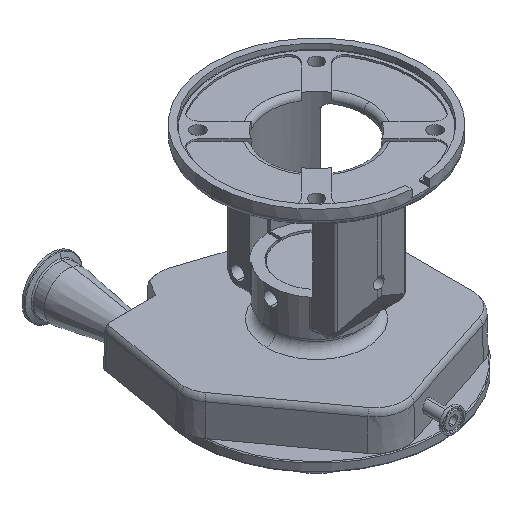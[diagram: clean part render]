
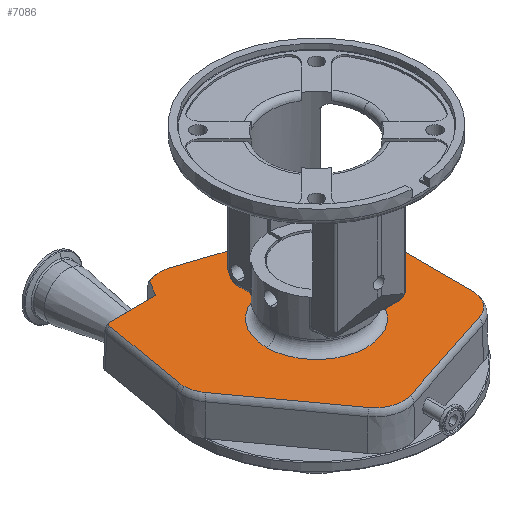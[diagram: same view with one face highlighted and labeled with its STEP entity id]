
A CAD part, isometric view. The second image highlights one B-rep face of the part: STEP entity #7086.
In plain terms, the highlighted planar face has unit normal (0, 0, 1).
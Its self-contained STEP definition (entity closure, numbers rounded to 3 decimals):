
#21 = VECTOR ( 'NONE', #11215, 1000. ) ;
#225 = ORIENTED_EDGE ( 'NONE', *, *, #8767, .F. ) ;
#237 = ORIENTED_EDGE ( 'NONE', *, *, #2964, .F. ) ;
#382 = DIRECTION ( 'NONE',  ( 1., 0., 0. ) ) ;
#447 = VERTEX_POINT ( 'NONE', #3873 ) ;
#452 = CARTESIAN_POINT ( 'NONE',  ( -113.59, 104.914, -189. ) ) ;
#785 = ORIENTED_EDGE ( 'NONE', *, *, #3142, .F. ) ;
#842 = EDGE_CURVE ( 'NONE', #9056, #5983, #7075, .T. ) ;
#865 = DIRECTION ( 'NONE',  ( 1., 0., 0. ) ) ;
#869 = VECTOR ( 'NONE', #2280, 1000. ) ;
#914 = DIRECTION ( 'NONE',  ( 1., 0., 0. ) ) ;
#1014 = DIRECTION ( 'NONE',  ( -1., 0., 0. ) ) ;
#1048 = EDGE_LOOP ( 'NONE', ( #5945, #12947 ) ) ;
#1094 = LINE ( 'NONE', #4194, #21 ) ;
#1236 = EDGE_CURVE ( 'NONE', #8978, #5289, #12885, .T. ) ;
#1361 = EDGE_CURVE ( 'NONE', #3444, #1658, #9431, .T. ) ;
#1436 = EDGE_CURVE ( 'NONE', #5983, #9056, #10050, .T. ) ;
#1443 = EDGE_CURVE ( 'NONE', #10603, #8978, #5677, .T. ) ;
#1484 = CARTESIAN_POINT ( 'NONE',  ( -136.384, 13.741, -189. ) ) ;
#1521 = DIRECTION ( 'NONE',  ( 0.168, 0.986, 0. ) ) ;
#1649 = DIRECTION ( 'NONE',  ( 1., 0., 0. ) ) ;
#1658 = VERTEX_POINT ( 'NONE', #8154 ) ;
#1660 = EDGE_CURVE ( 'NONE', #4123, #8425, #7286, .T. ) ;
#1912 = VECTOR ( 'NONE', #11361, 1000. ) ;
#2010 = VECTOR ( 'NONE', #5707, 1000. ) ;
#2115 = CARTESIAN_POINT ( 'NONE',  ( 55., 0., -189. ) ) ;
#2280 = DIRECTION ( 'NONE',  ( -1., 0., 0. ) ) ;
#2437 = ORIENTED_EDGE ( 'NONE', *, *, #7074, .F. ) ;
#2517 = CARTESIAN_POINT ( 'NONE',  ( -21.115, -124.274, -189. ) ) ;
#2634 = AXIS2_PLACEMENT_3D ( 'NONE', #7495, #8495, #10489 ) ;
#2684 = CIRCLE ( 'NONE', #3359, 7.141 ) ;
#2754 = EDGE_CURVE ( 'NONE', #9616, #5561, #12301, .T. ) ;
#2778 = DIRECTION ( 'NONE',  ( 1., 0., 0. ) ) ;
#2823 = DIRECTION ( 'NONE',  ( 0., 0., -1. ) ) ;
#2863 = ORIENTED_EDGE ( 'NONE', *, *, #1443, .F. ) ;
#2875 = DIRECTION ( 'NONE',  ( 1., 0., 0. ) ) ;
#2964 = EDGE_CURVE ( 'NONE', #5821, #9616, #4615, .T. ) ;
#2975 = CARTESIAN_POINT ( 'NONE',  ( -141.268, 339.257, -189. ) ) ;
#3037 = AXIS2_PLACEMENT_3D ( 'NONE', #11041, #2823, #914 ) ;
#3071 = ORIENTED_EDGE ( 'NONE', *, *, #5903, .T. ) ;
#3142 = EDGE_CURVE ( 'NONE', #447, #3444, #13159, .T. ) ;
#3194 = CARTESIAN_POINT ( 'NONE',  ( 90.129, -88.128, -189. ) ) ;
#3359 = AXIS2_PLACEMENT_3D ( 'NONE', #452, #4642, #382 ) ;
#3444 = VERTEX_POINT ( 'NONE', #7113 ) ;
#3713 = DIRECTION ( 'NONE',  ( 0., 0., -1. ) ) ;
#3729 = DIRECTION ( 'NONE',  ( 0., 0., -1. ) ) ;
#3873 = CARTESIAN_POINT ( 'NONE',  ( -56.311, 126.782, -189. ) ) ;
#4006 = CARTESIAN_POINT ( 'NONE',  ( 35.373, 106.16, -189. ) ) ;
#4035 = ORIENTED_EDGE ( 'NONE', *, *, #8548, .F. ) ;
#4123 = VERTEX_POINT ( 'NONE', #6347 ) ;
#4163 = VECTOR ( 'NONE', #1521, 1000. ) ;
#4194 = CARTESIAN_POINT ( 'NONE',  ( -21.115, -124.274, -189. ) ) ;
#4521 = AXIS2_PLACEMENT_3D ( 'NONE', #9304, #7298, #10228 ) ;
#4615 = CIRCLE ( 'NONE', #7847, 31.169 ) ;
#4642 = DIRECTION ( 'NONE',  ( 0., 0., -1. ) ) ;
#4660 = DIRECTION ( 'NONE',  ( 1., 0., 0. ) ) ;
#4883 = CARTESIAN_POINT ( 'NONE',  ( 0., 175., -189. ) ) ;
#5031 = EDGE_CURVE ( 'NONE', #5561, #6684, #11218, .T. ) ;
#5075 = LINE ( 'NONE', #4006, #6006 ) ;
#5289 = VERTEX_POINT ( 'NONE', #3194 ) ;
#5417 = CIRCLE ( 'NONE', #11185, 31.169 ) ;
#5474 = LINE ( 'NONE', #10695, #4163 ) ;
#5561 = VERTEX_POINT ( 'NONE', #5586 ) ;
#5586 = CARTESIAN_POINT ( 'NONE',  ( -130.877, -9.817, -189. ) ) ;
#5677 = LINE ( 'NONE', #8695, #7533 ) ;
#5707 = DIRECTION ( 'NONE',  ( -0.5, -0.866, 0. ) ) ;
#5742 = DIRECTION ( 'NONE',  ( 0., -1., 0. ) ) ;
#5801 = AXIS2_PLACEMENT_3D ( 'NONE', #8632, #11704, #8567 ) ;
#5821 = VERTEX_POINT ( 'NONE', #2517 ) ;
#5903 = EDGE_CURVE ( 'NONE', #447, #4123, #12762, .T. ) ;
#5945 = ORIENTED_EDGE ( 'NONE', *, *, #842, .F. ) ;
#5983 = VERTEX_POINT ( 'NONE', #10243 ) ;
#6006 = VECTOR ( 'NONE', #7085, 1000. ) ;
#6170 = CARTESIAN_POINT ( 'NONE',  ( 0., 0., -189. ) ) ;
#6186 = CARTESIAN_POINT ( 'NONE',  ( -136.828, 8.501, -189. ) ) ;
#6347 = CARTESIAN_POINT ( 'NONE',  ( -66., 110., -189. ) ) ;
#6676 = CARTESIAN_POINT ( 'NONE',  ( -30.747, -94.63, -189. ) ) ;
#6684 = VERTEX_POINT ( 'NONE', #6186 ) ;
#6831 = PLANE ( 'NONE',  #9429 ) ;
#7047 = CARTESIAN_POINT ( 'NONE',  ( 111.666, -58.485, -189. ) ) ;
#7074 = EDGE_CURVE ( 'NONE', #1658, #11107, #5075, .T. ) ;
#7075 = CIRCLE ( 'NONE', #10496, 55. ) ;
#7085 = DIRECTION ( 'NONE',  ( 0.95, -0.313, 0. ) ) ;
#7086 = ADVANCED_FACE ( 'NONE', ( #9032, #13113 ), #6831, .T. ) ;
#7113 = CARTESIAN_POINT ( 'NONE',  ( -54.056, 127.697, -189. ) ) ;
#7191 = ORIENTED_EDGE ( 'NONE', *, *, #1660, .T. ) ;
#7286 = LINE ( 'NONE', #7355, #869 ) ;
#7298 = DIRECTION ( 'NONE',  ( 0., 0., -1. ) ) ;
#7355 = CARTESIAN_POINT ( 'NONE',  ( 0., 110., -189. ) ) ;
#7495 = CARTESIAN_POINT ( 'NONE',  ( -105.659, 8.501, -189. ) ) ;
#7533 = VECTOR ( 'NONE', #5742, 1000. ) ;
#7541 = CIRCLE ( 'NONE', #2634, 31.169 ) ;
#7847 = AXIS2_PLACEMENT_3D ( 'NONE', #6676, #10749, #4660 ) ;
#7925 = CARTESIAN_POINT ( 'NONE',  ( 80.497, 58.485, -189. ) ) ;
#8154 = CARTESIAN_POINT ( 'NONE',  ( -32.427, 128.486, -189. ) ) ;
#8425 = VERTEX_POINT ( 'NONE', #10565 ) ;
#8495 = DIRECTION ( 'NONE',  ( 0., 0., -1. ) ) ;
#8548 = EDGE_CURVE ( 'NONE', #10421, #11172, #5474, .T. ) ;
#8550 = ORIENTED_EDGE ( 'NONE', *, *, #2754, .F. ) ;
#8567 = DIRECTION ( 'NONE',  ( 1., 0., 0. ) ) ;
#8632 = CARTESIAN_POINT ( 'NONE',  ( 0., 0., -189. ) ) ;
#8695 = CARTESIAN_POINT ( 'NONE',  ( 111.666, -94.63, -189. ) ) ;
#8767 = EDGE_CURVE ( 'NONE', #11107, #10603, #5417, .T. ) ;
#8855 = EDGE_LOOP ( 'NONE', ( #785, #3071, #7191, #11797, #4035, #10505, #9591, #8550, #237, #11793, #11117, #2863, #225, #2437, #12283 ) ) ;
#8888 = CARTESIAN_POINT ( 'NONE',  ( -105.659, 8.501, -189. ) ) ;
#8978 = VERTEX_POINT ( 'NONE', #7047 ) ;
#9032 = FACE_BOUND ( 'NONE', #1048, .T. ) ;
#9056 = VERTEX_POINT ( 'NONE', #2115 ) ;
#9076 = CARTESIAN_POINT ( 'NONE',  ( 111.666, 58.485, -189. ) ) ;
#9161 = DIRECTION ( 'NONE',  ( 0., 0., 1. ) ) ;
#9304 = CARTESIAN_POINT ( 'NONE',  ( -42.176, 98.881, -189. ) ) ;
#9429 = AXIS2_PLACEMENT_3D ( 'NONE', #4883, #9161, #2875 ) ;
#9431 = CIRCLE ( 'NONE', #4521, 31.169 ) ;
#9591 = ORIENTED_EDGE ( 'NONE', *, *, #5031, .F. ) ;
#9616 = VERTEX_POINT ( 'NONE', #9686 ) ;
#9686 = CARTESIAN_POINT ( 'NONE',  ( -55.966, -112.948, -189. ) ) ;
#10041 = DIRECTION ( 'NONE',  ( 0., 0., 1. ) ) ;
#10050 = CIRCLE ( 'NONE', #5801, 55. ) ;
#10195 = DIRECTION ( 'NONE',  ( 0., 0., 1. ) ) ;
#10228 = DIRECTION ( 'NONE',  ( 1., 0., 0. ) ) ;
#10243 = CARTESIAN_POINT ( 'NONE',  ( -55., 0., -189. ) ) ;
#10421 = VERTEX_POINT ( 'NONE', #1484 ) ;
#10489 = DIRECTION ( 'NONE',  ( 1., 0., 0. ) ) ;
#10496 = AXIS2_PLACEMENT_3D ( 'NONE', #6170, #10041, #865 ) ;
#10505 = ORIENTED_EDGE ( 'NONE', *, *, #10668, .F. ) ;
#10565 = CARTESIAN_POINT ( 'NONE',  ( -118.603, 110., -189. ) ) ;
#10577 = EDGE_CURVE ( 'NONE', #5289, #5821, #1094, .T. ) ;
#10603 = VERTEX_POINT ( 'NONE', #9076 ) ;
#10668 = EDGE_CURVE ( 'NONE', #6684, #10421, #7541, .T. ) ;
#10695 = CARTESIAN_POINT ( 'NONE',  ( -151.359, -74.059, -189. ) ) ;
#10734 = CARTESIAN_POINT ( 'NONE',  ( -21.354, 187.329, -189. ) ) ;
#10749 = DIRECTION ( 'NONE',  ( 0., 0., -1. ) ) ;
#11041 = CARTESIAN_POINT ( 'NONE',  ( 80.497, -58.485, -189. ) ) ;
#11107 = VERTEX_POINT ( 'NONE', #11546 ) ;
#11117 = ORIENTED_EDGE ( 'NONE', *, *, #1236, .F. ) ;
#11172 = VERTEX_POINT ( 'NONE', #12962 ) ;
#11185 = AXIS2_PLACEMENT_3D ( 'NONE', #7925, #3713, #2778 ) ;
#11215 = DIRECTION ( 'NONE',  ( -0.951, -0.309, 0. ) ) ;
#11218 = CIRCLE ( 'NONE', #12070, 31.169 ) ;
#11287 = CARTESIAN_POINT ( 'NONE',  ( -55.966, -112.948, -189. ) ) ;
#11361 = DIRECTION ( 'NONE',  ( -0.588, 0.809, 0. ) ) ;
#11495 = EDGE_CURVE ( 'NONE', #11172, #8425, #2684, .T. ) ;
#11546 = CARTESIAN_POINT ( 'NONE',  ( 90.246, 88.09, -189. ) ) ;
#11678 = AXIS2_PLACEMENT_3D ( 'NONE', #2975, #10195, #1014 ) ;
#11704 = DIRECTION ( 'NONE',  ( 0., 0., 1. ) ) ;
#11793 = ORIENTED_EDGE ( 'NONE', *, *, #10577, .F. ) ;
#11797 = ORIENTED_EDGE ( 'NONE', *, *, #11495, .F. ) ;
#12070 = AXIS2_PLACEMENT_3D ( 'NONE', #8888, #3729, #1649 ) ;
#12283 = ORIENTED_EDGE ( 'NONE', *, *, #1361, .F. ) ;
#12301 = LINE ( 'NONE', #11287, #1912 ) ;
#12762 = LINE ( 'NONE', #10734, #2010 ) ;
#12885 = CIRCLE ( 'NONE', #3037, 31.169 ) ;
#12947 = ORIENTED_EDGE ( 'NONE', *, *, #1436, .F. ) ;
#12962 = CARTESIAN_POINT ( 'NONE',  ( -120.629, 106.114, -189. ) ) ;
#13113 = FACE_OUTER_BOUND ( 'NONE', #8855, .T. ) ;
#13159 = CIRCLE ( 'NONE', #11678, 228.831 ) ;
